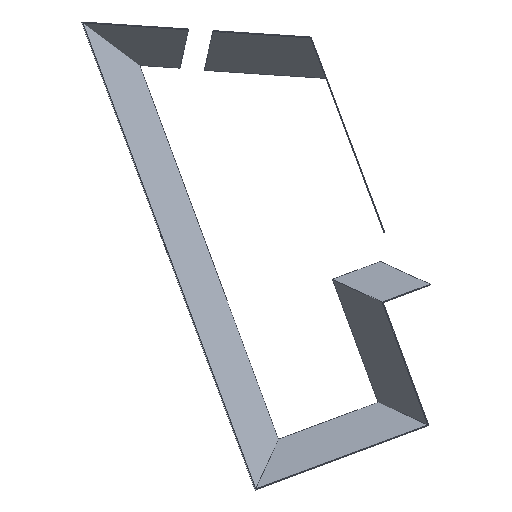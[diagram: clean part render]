
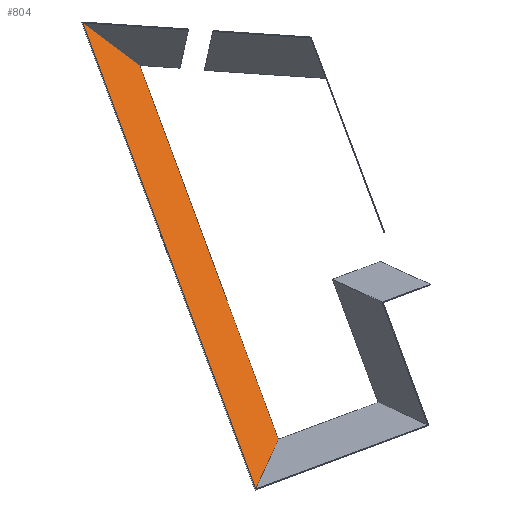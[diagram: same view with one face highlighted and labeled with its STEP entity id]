
A CAD part, top view. The second image highlights one B-rep face of the part: STEP entity #804.
In plain terms, the highlighted planar face has unit normal (0.668, 0.248, 0.702).
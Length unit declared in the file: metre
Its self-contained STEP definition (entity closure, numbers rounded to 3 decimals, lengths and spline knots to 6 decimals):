
#9 = VERTEX_POINT ( 'NONE', #358 ) ;
#10 = EDGE_LOOP ( 'NONE', ( #499, #864, #813, #465 ) ) ;
#181 = CARTESIAN_POINT ( 'NONE',  ( 33.06233, -47.193196, 0. ) ) ;
#207 = DIRECTION ( 'NONE',  ( -0.339, -0.738, 0.583 ) ) ;
#263 = FACE_OUTER_BOUND ( 'NONE', #10, .T. ) ;
#274 = VECTOR ( 'NONE', #675, 1. ) ;
#327 = DIRECTION ( 'NONE',  ( 0.724, 0., -0.689 ) ) ;
#355 = CARTESIAN_POINT ( 'NONE',  ( 44.112246, -22.695741, -19.163616 ) ) ;
#356 = DIRECTION ( 'NONE',  ( -0.702, 0.523, 0.483 ) ) ;
#358 = CARTESIAN_POINT ( 'NONE',  ( 40.05446, -31.539634, -12.18 ) ) ;
#465 = ORIENTED_EDGE ( 'NONE', *, *, #881, .F. ) ;
#469 = CARTESIAN_POINT ( 'NONE',  ( 33.06233, -47.193196, 0. ) ) ;
#487 = LINE ( 'NONE', #355, #718 ) ;
#499 = ORIENTED_EDGE ( 'NONE', *, *, #779, .T. ) ;
#549 = CARTESIAN_POINT ( 'NONE',  ( 40.139443, -31.768719, -12.18 ) ) ;
#553 = LINE ( 'NONE', #699, #701 ) ;
#574 = CARTESIAN_POINT ( 'NONE',  ( -20.636863, 97.56115, 0. ) ) ;
#581 = EDGE_CURVE ( 'NONE', #751, #876, #553, .T. ) ;
#589 = CARTESIAN_POINT ( 'NONE',  ( 32.977347, -46.964111, 0. ) ) ;
#669 = EDGE_CURVE ( 'NONE', #716, #876, #814, .T. ) ;
#675 = DIRECTION ( 'NONE',  ( -0.348, 0.938, 0. ) ) ;
#682 = PLANE ( 'NONE',  #909 ) ;
#699 = CARTESIAN_POINT ( 'NONE',  ( 58.985203, 38.205276, -54.816679 ) ) ;
#701 = VECTOR ( 'NONE', #356, 1. ) ;
#716 = VERTEX_POINT ( 'NONE', #589 ) ;
#718 = VECTOR ( 'NONE', #207, 1. ) ;
#726 = DIRECTION ( 'NONE',  ( -0.348, 0.938, 0. ) ) ;
#731 = VECTOR ( 'NONE', #726, 1. ) ;
#748 = DIRECTION ( 'NONE',  ( 0.668, 0.248, 0.702 ) ) ;
#751 = VERTEX_POINT ( 'NONE', #896 ) ;
#779 = EDGE_CURVE ( 'NONE', #9, #751, #821, .T. ) ;
#804 = ADVANCED_FACE ( 'NONE', ( #263 ), #682, .T. ) ;
#813 = ORIENTED_EDGE ( 'NONE', *, *, #669, .F. ) ;
#814 = LINE ( 'NONE', #181, #731 ) ;
#821 = LINE ( 'NONE', #549, #274 ) ;
#864 = ORIENTED_EDGE ( 'NONE', *, *, #581, .T. ) ;
#876 = VERTEX_POINT ( 'NONE', #574 ) ;
#881 = EDGE_CURVE ( 'NONE', #9, #716, #487, .T. ) ;
#896 = CARTESIAN_POINT ( 'NONE',  ( -2.945227, 84.372563, -12.18 ) ) ;
#909 = AXIS2_PLACEMENT_3D ( 'NONE', #469, #748, #327 ) ;
